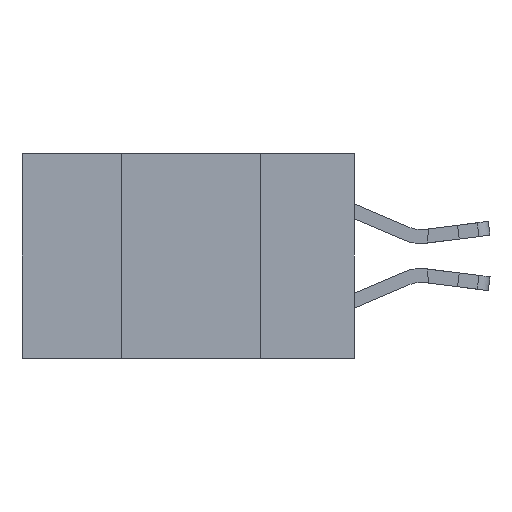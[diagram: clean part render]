
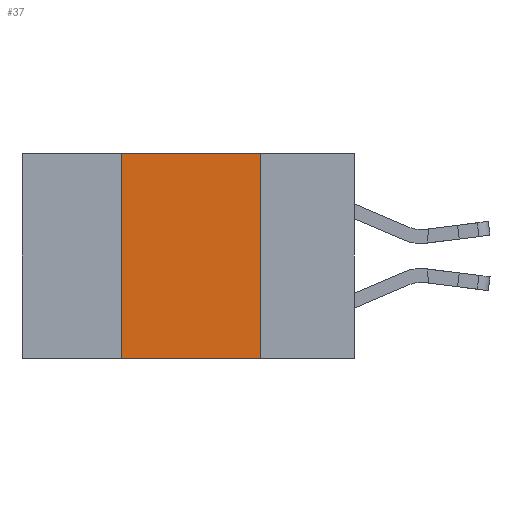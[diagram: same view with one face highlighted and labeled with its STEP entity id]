
A CAD part, left-side view. The second image highlights one B-rep face of the part: STEP entity #37.
In plain terms, the highlighted planar face has unit normal (-1, 0, 0).
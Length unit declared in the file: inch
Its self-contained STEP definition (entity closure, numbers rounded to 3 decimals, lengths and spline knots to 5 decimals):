
#37 = ADVANCED_FACE ( 'NONE', ( #12339 ), #7159, .F. ) ;
#639 = DIRECTION ( 'NONE',  ( 1., 0., 0. ) ) ;
#704 = EDGE_CURVE ( 'NONE', #10760, #3517, #13697, .T. ) ;
#719 = EDGE_LOOP ( 'NONE', ( #5122, #12332, #1036, #9499 ) ) ;
#1036 = ORIENTED_EDGE ( 'NONE', *, *, #2046, .F. ) ;
#2044 = VECTOR ( 'NONE', #10702, 39.37008 ) ;
#2046 = EDGE_CURVE ( 'NONE', #5828, #10760, #5391, .T. ) ;
#2163 = CARTESIAN_POINT ( 'NONE',  ( 0., 0.42, 0. ) ) ;
#2498 = CARTESIAN_POINT ( 'NONE',  ( 0., 0.17, 0. ) ) ;
#2857 = CARTESIAN_POINT ( 'NONE',  ( 0., 0.6, 0. ) ) ;
#2917 = VERTEX_POINT ( 'NONE', #8154 ) ;
#3517 = VERTEX_POINT ( 'NONE', #2498 ) ;
#5122 = ORIENTED_EDGE ( 'NONE', *, *, #5294, .F. ) ;
#5294 = EDGE_CURVE ( 'NONE', #3517, #2917, #7238, .T. ) ;
#5391 = LINE ( 'NONE', #2163, #7431 ) ;
#5828 = VERTEX_POINT ( 'NONE', #10862 ) ;
#6590 = CARTESIAN_POINT ( 'NONE',  ( 0., 0.6, -0.37 ) ) ;
#7159 = PLANE ( 'NONE',  #13104 ) ;
#7238 = LINE ( 'NONE', #9033, #10866 ) ;
#7431 = VECTOR ( 'NONE', #9885, 39.37008 ) ;
#8154 = CARTESIAN_POINT ( 'NONE',  ( 0., 0.17, -0.37 ) ) ;
#8287 = DIRECTION ( 'NONE',  ( 0., 0., -1. ) ) ;
#8530 = EDGE_CURVE ( 'NONE', #5828, #2917, #11293, .T. ) ;
#9033 = CARTESIAN_POINT ( 'NONE',  ( 0., 0.17, 0. ) ) ;
#9499 = ORIENTED_EDGE ( 'NONE', *, *, #8530, .T. ) ;
#9885 = DIRECTION ( 'NONE',  ( 0., 0., 1. ) ) ;
#10422 = VECTOR ( 'NONE', #12228, 39.37008 ) ;
#10636 = CARTESIAN_POINT ( 'NONE',  ( 0., 0.42, 0. ) ) ;
#10702 = DIRECTION ( 'NONE',  ( 0., -1., 0. ) ) ;
#10760 = VERTEX_POINT ( 'NONE', #10636 ) ;
#10862 = CARTESIAN_POINT ( 'NONE',  ( 0., 0.42, -0.37 ) ) ;
#10866 = VECTOR ( 'NONE', #13473, 39.37008 ) ;
#11293 = LINE ( 'NONE', #6590, #10422 ) ;
#12228 = DIRECTION ( 'NONE',  ( 0., -1., 0. ) ) ;
#12332 = ORIENTED_EDGE ( 'NONE', *, *, #704, .F. ) ;
#12339 = FACE_OUTER_BOUND ( 'NONE', #719, .T. ) ;
#13104 = AXIS2_PLACEMENT_3D ( 'NONE', #2857, #639, #8287 ) ;
#13473 = DIRECTION ( 'NONE',  ( 0., 0., -1. ) ) ;
#13697 = LINE ( 'NONE', #14074, #2044 ) ;
#14074 = CARTESIAN_POINT ( 'NONE',  ( 0., 0.6, 0. ) ) ;
